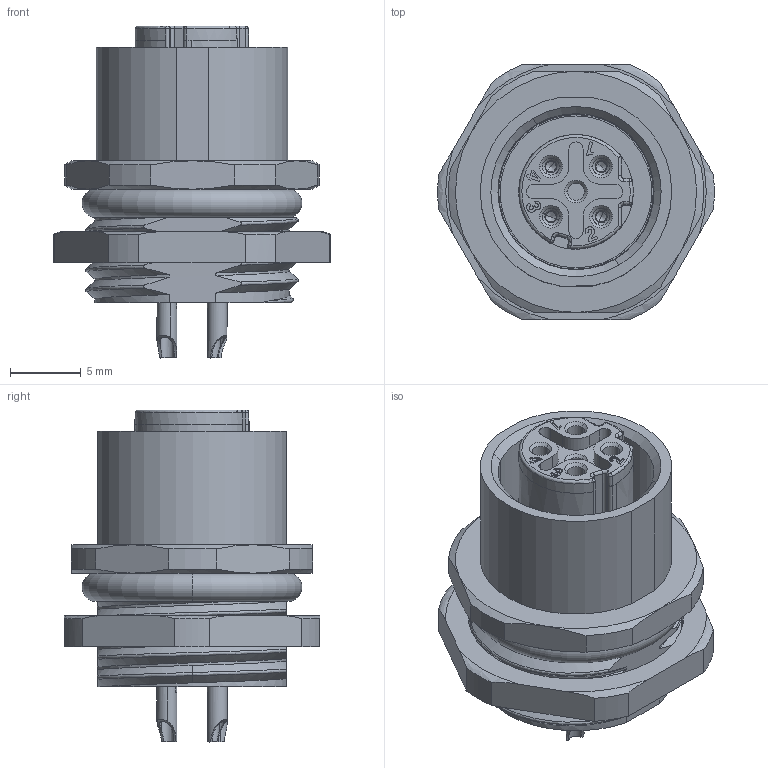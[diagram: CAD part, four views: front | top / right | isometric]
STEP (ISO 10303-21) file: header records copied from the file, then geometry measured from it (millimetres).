
FILE_DESCRIPTION((''),'2;1');
FILE_NAME('000','2024-01-02T',('13531'),(''),'PRO/ENGINEER BY PARAMETRIC TECHNOLOGY CORPORATION, 2012480','PRO/ENGINEER BY PARAMETRIC TECHNOLOGY CORPORATION, 2012480','');
FILE_SCHEMA(('CONFIG_CONTROL_DESIGN'));
Length unit declared in the file: millimetre
Products named in the file (1): 000
Bounding box: 19.5 x 18 x 23.4 mm (x, y, z)
Volume: 2760.9 mm3; surface area: 3019.4 mm2
Topology: 2 solids, 2 shells, 417 faces, 1197 edges, 797 vertices
Faces by surface type: cylinder 144, plane 118, cone 87, bspline 37, torus 27, sphere 4
Entity records: 16689 total; most frequent: CARTESIAN_POINT 5983, ORIENTED_EDGE 2370, DIRECTION 2056, EDGE_CURVE 1185, AXIS2_PLACEMENT_3D 830, VERTEX_POINT 797, CIRCLE 450, EDGE_LOOP 444
